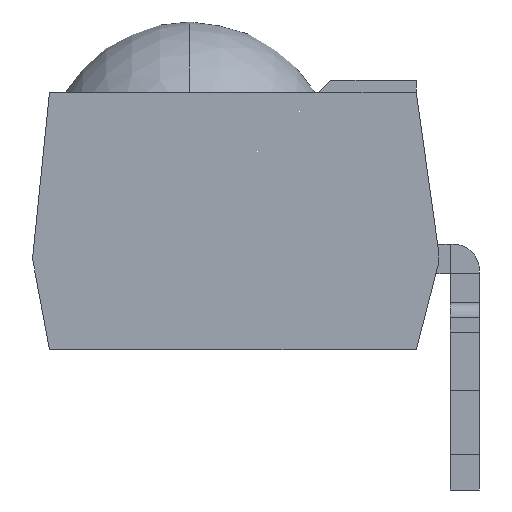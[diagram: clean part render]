
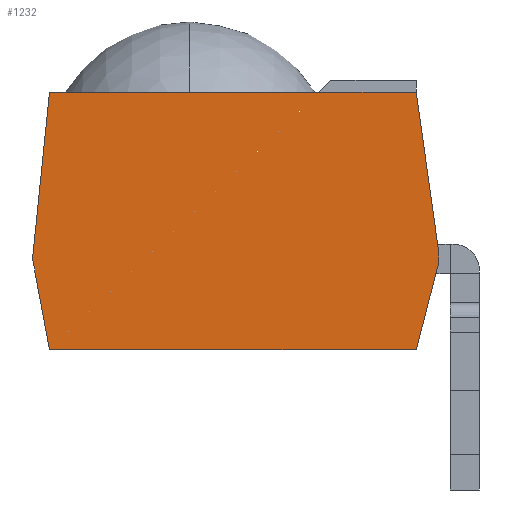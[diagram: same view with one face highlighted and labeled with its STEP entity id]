
A CAD part, left-side view. The second image highlights one B-rep face of the part: STEP entity #1232.
In plain terms, the highlighted planar face has unit normal (-1, 0, 0).
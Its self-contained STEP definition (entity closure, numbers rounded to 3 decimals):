
#802 = VERTEX_POINT('',#803);
#803 = CARTESIAN_POINT('',(-0.46,0.83,1.9));
#809 = EDGE_CURVE('',#802,#810,#812,.T.);
#810 = VERTEX_POINT('',#811);
#811 = CARTESIAN_POINT('',(-0.46,0.45,3.373));
#812 = LINE('',#813,#814);
#813 = CARTESIAN_POINT('',(-0.46,1.035,1.105));
#814 = VECTOR('',#815,1.);
#815 = DIRECTION('',(0.,-0.25,0.968));
#1112 = VERTEX_POINT('',#1113);
#1113 = CARTESIAN_POINT('',(-0.46,0.45,3.592));
#1119 = EDGE_CURVE('',#1112,#1120,#1122,.T.);
#1120 = VERTEX_POINT('',#1121);
#1121 = CARTESIAN_POINT('',(-0.46,0.83,6.3));
#1122 = LINE('',#1123,#1124);
#1123 = CARTESIAN_POINT('',(-0.46,0.391,3.17));
#1124 = VECTOR('',#1125,1.);
#1125 = DIRECTION('',(0.,0.139,0.99));
#1213 = EDGE_CURVE('',#1214,#802,#1216,.T.);
#1214 = VERTEX_POINT('',#1215);
#1215 = CARTESIAN_POINT('',(-0.46,7.1,1.9));
#1216 = LINE('',#1217,#1218);
#1217 = CARTESIAN_POINT('',(-0.46,7.4,1.9));
#1218 = VECTOR('',#1219,1.);
#1219 = DIRECTION('',(0.,-1.,0.));
#1232 = ADVANCED_FACE('',(#1233),#1274,.F.);
#1233 = FACE_BOUND('',#1234,.F.);
#1234 = EDGE_LOOP('',(#1235,#1236,#1244,#1252,#1260,#1266,#1267,#1273));
#1235 = ORIENTED_EDGE('',*,*,#1213,.F.);
#1236 = ORIENTED_EDGE('',*,*,#1237,.T.);
#1237 = EDGE_CURVE('',#1214,#1238,#1240,.T.);
#1238 = VERTEX_POINT('',#1239);
#1239 = CARTESIAN_POINT('',(-0.46,7.39,3.45));
#1240 = LINE('',#1241,#1242);
#1241 = CARTESIAN_POINT('',(-0.46,7.105,1.927));
#1242 = VECTOR('',#1243,1.);
#1243 = DIRECTION('',(0.,0.184,0.983));
#1244 = ORIENTED_EDGE('',*,*,#1245,.T.);
#1245 = EDGE_CURVE('',#1238,#1246,#1248,.T.);
#1246 = VERTEX_POINT('',#1247);
#1247 = CARTESIAN_POINT('',(-0.46,7.1,6.3));
#1248 = LINE('',#1249,#1250);
#1249 = CARTESIAN_POINT('',(-0.46,7.468,2.682));
#1250 = VECTOR('',#1251,1.);
#1251 = DIRECTION('',(0.,-0.101,0.995));
#1252 = ORIENTED_EDGE('',*,*,#1253,.T.);
#1253 = EDGE_CURVE('',#1246,#1254,#1256,.T.);
#1254 = VERTEX_POINT('',#1255);
#1255 = CARTESIAN_POINT('',(-0.46,2.48,6.3));
#1256 = LINE('',#1257,#1258);
#1257 = CARTESIAN_POINT('',(-0.46,7.4,6.3));
#1258 = VECTOR('',#1259,1.);
#1259 = DIRECTION('',(0.,-1.,0.));
#1260 = ORIENTED_EDGE('',*,*,#1261,.F.);
#1261 = EDGE_CURVE('',#1120,#1254,#1262,.T.);
#1262 = LINE('',#1263,#1264);
#1263 = CARTESIAN_POINT('',(-0.46,0.83,6.3));
#1264 = VECTOR('',#1265,1.);
#1265 = DIRECTION('',(0.,1.,0.));
#1266 = ORIENTED_EDGE('',*,*,#1119,.F.);
#1267 = ORIENTED_EDGE('',*,*,#1268,.F.);
#1268 = EDGE_CURVE('',#810,#1112,#1269,.T.);
#1269 = LINE('',#1270,#1271);
#1270 = CARTESIAN_POINT('',(-0.46,0.45,1.9));
#1271 = VECTOR('',#1272,1.);
#1272 = DIRECTION('',(0.,0.,1.));
#1273 = ORIENTED_EDGE('',*,*,#809,.F.);
#1274 = PLANE('',#1275);
#1275 = AXIS2_PLACEMENT_3D('',#1276,#1277,#1278);
#1276 = CARTESIAN_POINT('',(-0.46,7.4,1.9));
#1277 = DIRECTION('',(1.,0.,0.));
#1278 = DIRECTION('',(0.,-1.,0.));
